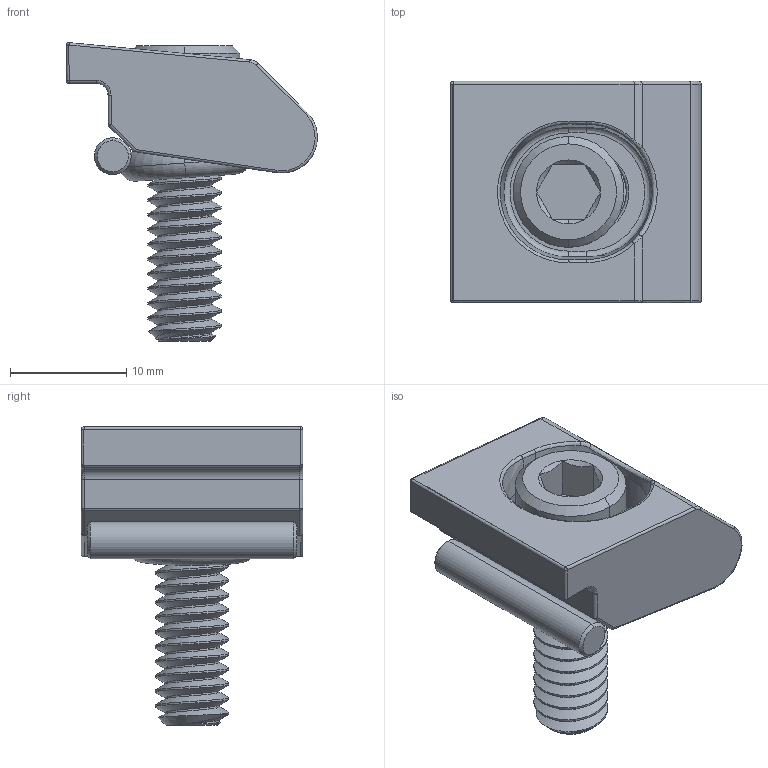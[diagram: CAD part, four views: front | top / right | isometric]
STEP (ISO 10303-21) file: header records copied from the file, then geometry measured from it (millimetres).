
FILE_DESCRIPTION (( 'STEP AP214' ), '1' );
FILE_NAME ('26066.STEP', '2025-08-05T15:05:47', ( '' ), ( '' ), 'SwSTEP 2.0', 'SolidWorks 2021', '' );
FILE_SCHEMA (( 'AUTOMOTIVE_DESIGN' ));
Length unit declared in the file: inch
Products named in the file (5): 260661; 26066; 142034 SHCS_142034 SHCS; 125 X 750 DOWEL PIN_default; 108 O-RING_108 O-RING
Assembly tree (4 placements, depth 2):
  26066
    142034 SHCS_142034 SHCS
    125 X 750 DOWEL PIN_default
    108 O-RING_108 O-RING
    260661
Bounding box: 21.57 x 19.05 x 25.69 mm (x, y, z)
Volume: 3241.5 mm3; surface area: 2895.5 mm2
Topology: 4 solids, 4 shells, 189 faces, 464 edges, 279 vertices
Faces by surface type: cylinder 99, plane 28, bspline 22, cone 20, torus 17, sphere 3
Entity records: 8028 total; most frequent: CARTESIAN_POINT 3891, ORIENTED_EDGE 920, DIRECTION 740, EDGE_CURVE 460, AXIS2_PLACEMENT_3D 292, VERTEX_POINT 279, EDGE_LOOP 193, ADVANCED_FACE 189
